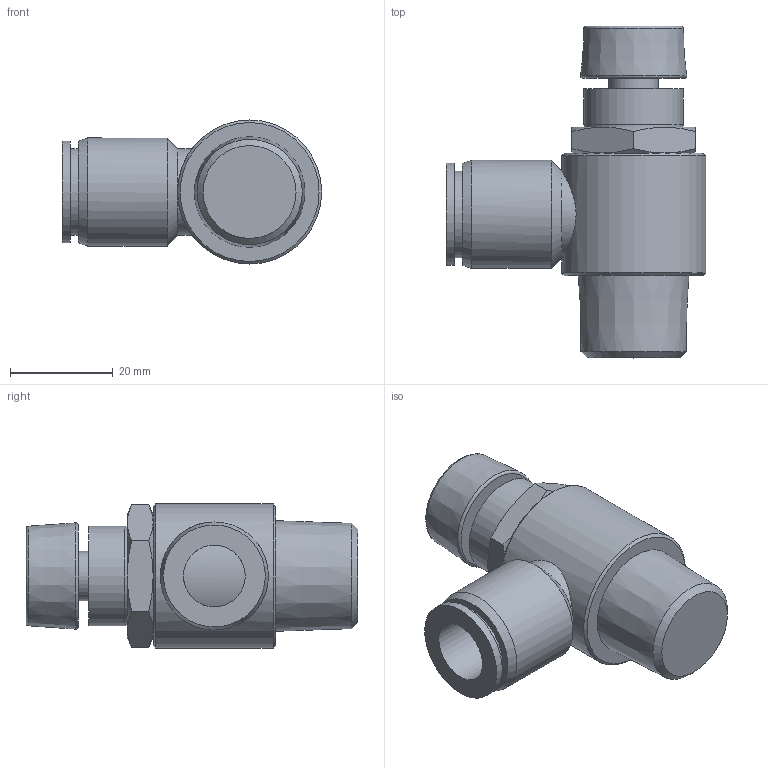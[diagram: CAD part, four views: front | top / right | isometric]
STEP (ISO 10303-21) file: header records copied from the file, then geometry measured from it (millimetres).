
FILE_DESCRIPTION(/* description */ ('STEP AP214'),/* implementation_level */ '2;1');
FILE_NAME(/* name */ '153509_LRLL-1_2-QS-12',/* time_stamp */ '2024-09-04T23:17:26+02:00',/* author */ ('License CC BY-ND 4.0'),/* organization */ ('CADENAS'),/* preprocessor_version */ 'ST-DEVELOPER v19.3',/* originating_system */ 'PARTsolutions',/* authorisation */ ' ');
FILE_SCHEMA (('AUTOMOTIVE_DESIGN {1 0 10303 214 3 1 1}'));
Length unit declared in the file: millimetre
Products named in the file (1): 153509 LRLL-1/2-QS-12---(0)
Bounding box: 50.4 x 64.5 x 28 mm (x, y, z)
Volume: 33033.5 mm3; surface area: 9016.9 mm2
Topology: 1 solids, 1 shells, 49 faces, 92 edges, 55 vertices
Faces by surface type: cone 19, plane 17, cylinder 11, torus 2
Full cylindrical faces by diameter (mm): 9.632 x1, 12 x1, 16.8 x1, 19.2 x1, 19.31 x1, 19.8 x1, 21 x1, 28 x1
Entity records: 1207 total; most frequent: CARTESIAN_POINT 294, DIRECTION 184, ORIENTED_EDGE 148, AXIS2_PLACEMENT_3D 89, EDGE_LOOP 76, FACE_BOUND 76, EDGE_CURVE 74, VERTEX_POINT 54
